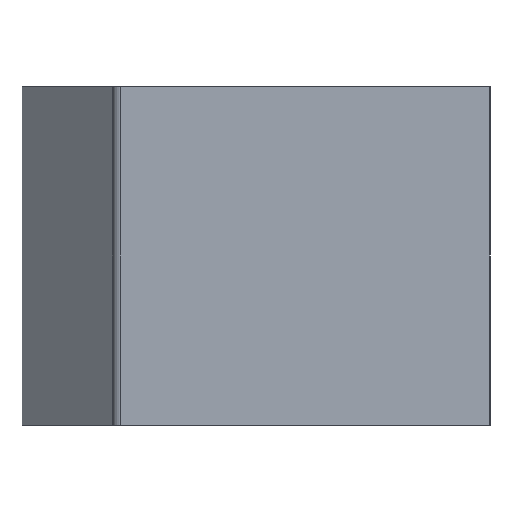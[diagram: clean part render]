
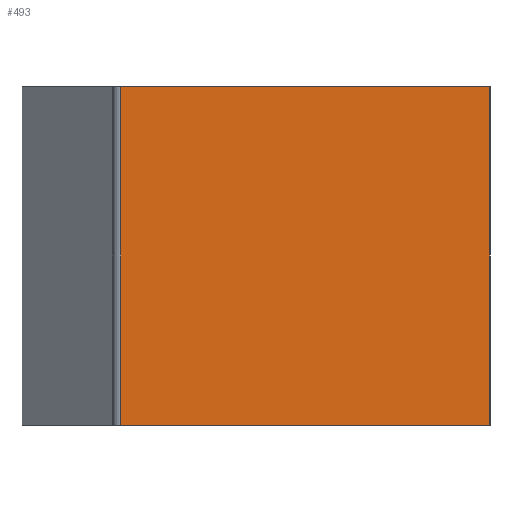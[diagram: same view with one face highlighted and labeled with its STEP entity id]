
A CAD part, left-side view. The second image highlights one B-rep face of the part: STEP entity #493.
In plain terms, the highlighted planar face has unit normal (-1, 0, 0).
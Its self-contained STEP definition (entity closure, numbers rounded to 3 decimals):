
#4 = VERTEX_POINT ( 'NONE', #41 ) ;
#13 = ORIENTED_EDGE ( 'NONE', *, *, #733, .T. ) ;
#41 = CARTESIAN_POINT ( 'NONE',  ( -168.8, -6.565, -10.1 ) ) ;
#59 = EDGE_CURVE ( 'NONE', #500, #333, #263, .T. ) ;
#104 = DIRECTION ( 'NONE',  ( -1., 0., 0. ) ) ;
#110 = PLANE ( 'NONE',  #818 ) ;
#123 = CARTESIAN_POINT ( 'NONE',  ( -168.8, -6.565, 38.118 ) ) ;
#164 = ORIENTED_EDGE ( 'NONE', *, *, #59, .F. ) ;
#169 = CARTESIAN_POINT ( 'NONE',  ( -168.8, -28.6, 38.118 ) ) ;
#177 = CARTESIAN_POINT ( 'NONE',  ( -168.8, -28.6, 10.1 ) ) ;
#240 = VECTOR ( 'NONE', #451, 1000. ) ;
#263 = LINE ( 'NONE', #445, #506 ) ;
#270 = VECTOR ( 'NONE', #486, 1000. ) ;
#284 = EDGE_CURVE ( 'NONE', #791, #4, #347, .T. ) ;
#285 = ORIENTED_EDGE ( 'NONE', *, *, #423, .F. ) ;
#333 = VERTEX_POINT ( 'NONE', #482 ) ;
#336 = EDGE_LOOP ( 'NONE', ( #13, #646, #285, #164 ) ) ;
#347 = LINE ( 'NONE', #123, #270 ) ;
#351 = CARTESIAN_POINT ( 'NONE',  ( -168.8, -28.6, -10.1 ) ) ;
#359 = LINE ( 'NONE', #351, #623 ) ;
#382 = FACE_OUTER_BOUND ( 'NONE', #336, .T. ) ;
#393 = CARTESIAN_POINT ( 'NONE',  ( -168.8, -28.6, 10.1 ) ) ;
#423 = EDGE_CURVE ( 'NONE', #333, #4, #359, .T. ) ;
#445 = CARTESIAN_POINT ( 'NONE',  ( -168.8, -28.6, 38.118 ) ) ;
#451 = DIRECTION ( 'NONE',  ( 0., 1., 0. ) ) ;
#482 = CARTESIAN_POINT ( 'NONE',  ( -168.8, -28.6, -10.1 ) ) ;
#486 = DIRECTION ( 'NONE',  ( 0., 0., -1. ) ) ;
#493 = ADVANCED_FACE ( 'NONE', ( #382 ), #110, .T. ) ;
#500 = VERTEX_POINT ( 'NONE', #393 ) ;
#506 = VECTOR ( 'NONE', #724, 1000. ) ;
#576 = DIRECTION ( 'NONE',  ( 0., 1., 0. ) ) ;
#598 = CARTESIAN_POINT ( 'NONE',  ( -168.8, -6.565, 10.1 ) ) ;
#623 = VECTOR ( 'NONE', #576, 1000. ) ;
#646 = ORIENTED_EDGE ( 'NONE', *, *, #284, .T. ) ;
#673 = DIRECTION ( 'NONE',  ( 0., 0., 1. ) ) ;
#724 = DIRECTION ( 'NONE',  ( 0., 0., -1. ) ) ;
#733 = EDGE_CURVE ( 'NONE', #500, #791, #809, .T. ) ;
#791 = VERTEX_POINT ( 'NONE', #598 ) ;
#809 = LINE ( 'NONE', #177, #240 ) ;
#818 = AXIS2_PLACEMENT_3D ( 'NONE', #169, #104, #673 ) ;
